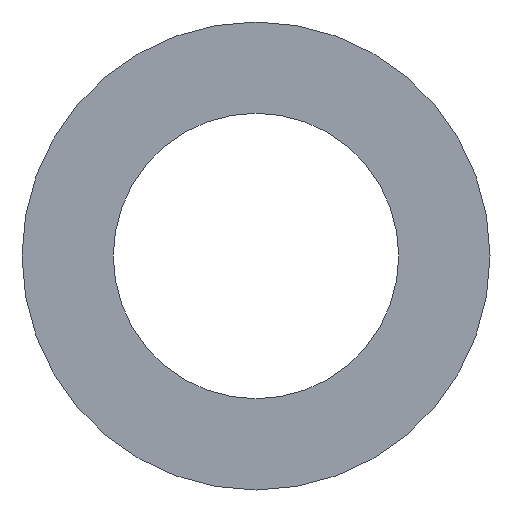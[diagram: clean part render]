
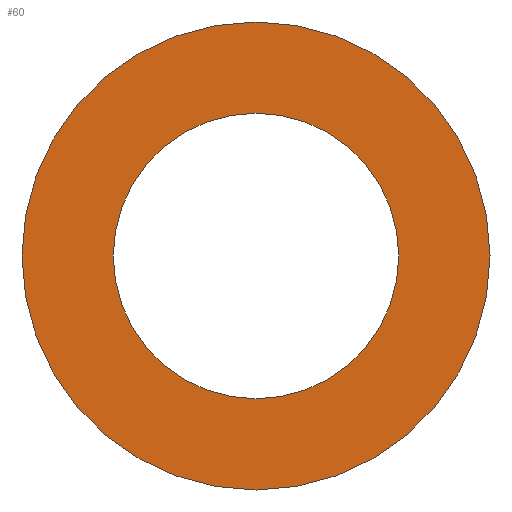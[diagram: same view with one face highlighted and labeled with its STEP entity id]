
A CAD part, front view. The second image highlights one B-rep face of the part: STEP entity #60.
In plain terms, the highlighted planar face has unit normal (0, -1, 0).
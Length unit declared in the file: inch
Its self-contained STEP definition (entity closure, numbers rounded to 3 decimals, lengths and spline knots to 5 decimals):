
#6 = DIRECTION ( 'NONE',  ( 0., 0., 1. ) ) ;
#10 = EDGE_CURVE ( 'NONE', #176, #73, #145, .T. ) ;
#17 = CIRCLE ( 'NONE', #241, 0.3937 ) ;
#19 = DIRECTION ( 'NONE',  ( 0., 0., 1. ) ) ;
#35 = EDGE_CURVE ( 'NONE', #195, #245, #36, .T. ) ;
#36 = CIRCLE ( 'NONE', #192, 0.3937 ) ;
#52 = DIRECTION ( 'NONE',  ( 0., 1., 0. ) ) ;
#54 = DIRECTION ( 'NONE',  ( 0., 1., 0. ) ) ;
#60 = ADVANCED_FACE ( 'NONE', ( #155, #79 ), #94, .F. ) ;
#67 = AXIS2_PLACEMENT_3D ( 'NONE', #223, #184, #6 ) ;
#73 = VERTEX_POINT ( 'NONE', #206 ) ;
#75 = AXIS2_PLACEMENT_3D ( 'NONE', #106, #118, #199 ) ;
#79 = FACE_BOUND ( 'NONE', #181, .T. ) ;
#86 = CARTESIAN_POINT ( 'NONE',  ( 0., -0.03937, 0.3937 ) ) ;
#94 = PLANE ( 'NONE',  #202 ) ;
#98 = CIRCLE ( 'NONE', #75, 0.24016 ) ;
#102 = ORIENTED_EDGE ( 'NONE', *, *, #164, .F. ) ;
#104 = DIRECTION ( 'NONE',  ( 0., 1., 0. ) ) ;
#106 = CARTESIAN_POINT ( 'NONE',  ( 0., -0.03937, 0. ) ) ;
#111 = DIRECTION ( 'NONE',  ( 0., 0., 1. ) ) ;
#117 = EDGE_LOOP ( 'NONE', ( #172, #102 ) ) ;
#118 = DIRECTION ( 'NONE',  ( 0., 1., 0. ) ) ;
#129 = CARTESIAN_POINT ( 'NONE',  ( 0., -0.03937, 0. ) ) ;
#145 = CIRCLE ( 'NONE', #67, 0.24016 ) ;
#155 = FACE_OUTER_BOUND ( 'NONE', #117, .T. ) ;
#160 = CARTESIAN_POINT ( 'NONE',  ( 0., -0.03937, -0.3937 ) ) ;
#164 = EDGE_CURVE ( 'NONE', #245, #195, #17, .T. ) ;
#172 = ORIENTED_EDGE ( 'NONE', *, *, #35, .F. ) ;
#176 = VERTEX_POINT ( 'NONE', #179 ) ;
#179 = CARTESIAN_POINT ( 'NONE',  ( 0., -0.03937, 0.24016 ) ) ;
#181 = EDGE_LOOP ( 'NONE', ( #239, #196 ) ) ;
#184 = DIRECTION ( 'NONE',  ( 0., 1., 0. ) ) ;
#190 = CARTESIAN_POINT ( 'NONE',  ( 0., -0.03937, 0. ) ) ;
#192 = AXIS2_PLACEMENT_3D ( 'NONE', #129, #52, #242 ) ;
#195 = VERTEX_POINT ( 'NONE', #160 ) ;
#196 = ORIENTED_EDGE ( 'NONE', *, *, #10, .T. ) ;
#199 = DIRECTION ( 'NONE',  ( 0., 0., 1. ) ) ;
#202 = AXIS2_PLACEMENT_3D ( 'NONE', #190, #54, #111 ) ;
#203 = CARTESIAN_POINT ( 'NONE',  ( 0., -0.03937, 0. ) ) ;
#206 = CARTESIAN_POINT ( 'NONE',  ( 0., -0.03937, -0.24016 ) ) ;
#223 = CARTESIAN_POINT ( 'NONE',  ( 0., -0.03937, 0. ) ) ;
#239 = ORIENTED_EDGE ( 'NONE', *, *, #250, .T. ) ;
#241 = AXIS2_PLACEMENT_3D ( 'NONE', #203, #104, #19 ) ;
#242 = DIRECTION ( 'NONE',  ( 0., 0., 1. ) ) ;
#245 = VERTEX_POINT ( 'NONE', #86 ) ;
#250 = EDGE_CURVE ( 'NONE', #73, #176, #98, .T. ) ;
